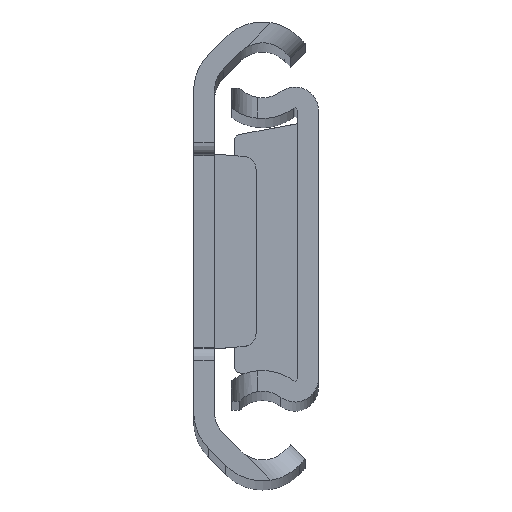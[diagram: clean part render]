
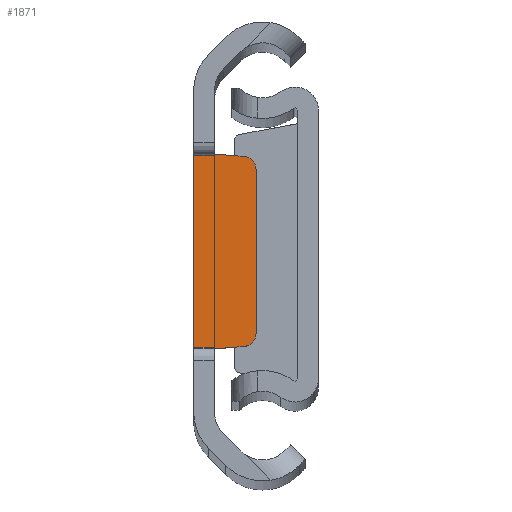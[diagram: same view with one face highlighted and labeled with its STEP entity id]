
A CAD part, top view. The second image highlights one B-rep face of the part: STEP entity #1871.
In plain terms, the highlighted planar face has unit normal (0, 0, 1).
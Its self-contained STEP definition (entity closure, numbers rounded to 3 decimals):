
#5 = CARTESIAN_POINT ( 'NONE',  ( 0., 7.5, -2.2 ) ) ;
#48 = DIRECTION ( 'NONE',  ( 0., 0., 1. ) ) ;
#221 = VERTEX_POINT ( 'NONE', #1488 ) ;
#270 = CARTESIAN_POINT ( 'NONE',  ( 3.884, -7.307, -2.2 ) ) ;
#315 = VERTEX_POINT ( 'NONE', #816 ) ;
#342 = ORIENTED_EDGE ( 'NONE', *, *, #2974, .T. ) ;
#387 = LINE ( 'NONE', #5, #4407 ) ;
#396 = LINE ( 'NONE', #2600, #3424 ) ;
#439 = DIRECTION ( 'NONE',  ( -1., 0., 0. ) ) ;
#538 = CIRCLE ( 'NONE', #3657, 1. ) ;
#566 = CARTESIAN_POINT ( 'NONE',  ( 3.884, 7.307, -2.2 ) ) ;
#601 = DIRECTION ( 'NONE',  ( 0., 0., 1. ) ) ;
#671 = CARTESIAN_POINT ( 'NONE',  ( 3.8, 6.311, -2.2 ) ) ;
#711 = PLANE ( 'NONE',  #1829 ) ;
#718 = DIRECTION ( 'NONE',  ( 0., 1., 0. ) ) ;
#739 = DIRECTION ( 'NONE',  ( 0., -1., 0. ) ) ;
#764 = LINE ( 'NONE', #3242, #2210 ) ;
#769 = LINE ( 'NONE', #3695, #2130 ) ;
#776 = LINE ( 'NONE', #2897, #3109 ) ;
#812 = ORIENTED_EDGE ( 'NONE', *, *, #3056, .T. ) ;
#816 = CARTESIAN_POINT ( 'NONE',  ( 4.8, 6.311, -2.2 ) ) ;
#844 = VERTEX_POINT ( 'NONE', #1672 ) ;
#1071 = VERTEX_POINT ( 'NONE', #270 ) ;
#1086 = EDGE_CURVE ( 'NONE', #315, #3781, #3181, .T. ) ;
#1106 = CARTESIAN_POINT ( 'NONE',  ( 0., 7.5, -2.2 ) ) ;
#1330 = CARTESIAN_POINT ( 'NONE',  ( 4.8, -7.23, -2.2 ) ) ;
#1366 = ORIENTED_EDGE ( 'NONE', *, *, #1951, .T. ) ;
#1419 = FACE_OUTER_BOUND ( 'NONE', #1531, .T. ) ;
#1460 = EDGE_CURVE ( 'NONE', #221, #2752, #387, .T. ) ;
#1488 = CARTESIAN_POINT ( 'NONE',  ( 0., -7.5, -2.2 ) ) ;
#1531 = EDGE_LOOP ( 'NONE', ( #342, #3149, #812, #2065, #1366, #2599, #1727, #3827 ) ) ;
#1672 = CARTESIAN_POINT ( 'NONE',  ( 4.8, -6.311, -2.2 ) ) ;
#1727 = ORIENTED_EDGE ( 'NONE', *, *, #1460, .F. ) ;
#1829 = AXIS2_PLACEMENT_3D ( 'NONE', #3966, #48, #2846 ) ;
#1837 = DIRECTION ( 'NONE',  ( 0., 1., 0. ) ) ;
#1871 = ADVANCED_FACE ( 'NONE', ( #1419 ), #711, .T. ) ;
#1951 = EDGE_CURVE ( 'NONE', #3781, #3848, #776, .T. ) ;
#2065 = ORIENTED_EDGE ( 'NONE', *, *, #1086, .T. ) ;
#2117 = DIRECTION ( 'NONE',  ( 0., -1., 0. ) ) ;
#2130 = VECTOR ( 'NONE', #439, 1000. ) ;
#2210 = VECTOR ( 'NONE', #718, 1000. ) ;
#2263 = AXIS2_PLACEMENT_3D ( 'NONE', #671, #601, #2117 ) ;
#2587 = CARTESIAN_POINT ( 'NONE',  ( 1.6, -7.5, -2.2 ) ) ;
#2599 = ORIENTED_EDGE ( 'NONE', *, *, #2667, .T. ) ;
#2600 = CARTESIAN_POINT ( 'NONE',  ( 8.601, 7.5, -2.2 ) ) ;
#2614 = DIRECTION ( 'NONE',  ( 0., 0., 1. ) ) ;
#2667 = EDGE_CURVE ( 'NONE', #3848, #2752, #396, .T. ) ;
#2752 = VERTEX_POINT ( 'NONE', #1106 ) ;
#2762 = EDGE_CURVE ( 'NONE', #3619, #221, #769, .T. ) ;
#2846 = DIRECTION ( 'NONE',  ( 0., -1., 0. ) ) ;
#2881 = CARTESIAN_POINT ( 'NONE',  ( 3.8, -6.311, -2.2 ) ) ;
#2897 = CARTESIAN_POINT ( 'NONE',  ( 1.6, 7.5, -2.2 ) ) ;
#2974 = EDGE_CURVE ( 'NONE', #3619, #1071, #3116, .T. ) ;
#3050 = EDGE_CURVE ( 'NONE', #1071, #844, #538, .T. ) ;
#3056 = EDGE_CURVE ( 'NONE', #844, #315, #764, .T. ) ;
#3109 = VECTOR ( 'NONE', #3281, 1000. ) ;
#3116 = LINE ( 'NONE', #1330, #3508 ) ;
#3149 = ORIENTED_EDGE ( 'NONE', *, *, #3050, .T. ) ;
#3181 = CIRCLE ( 'NONE', #2263, 1. ) ;
#3242 = CARTESIAN_POINT ( 'NONE',  ( 4.8, 7.23, -2.2 ) ) ;
#3281 = DIRECTION ( 'NONE',  ( -0.996, 0.084, 0. ) ) ;
#3366 = DIRECTION ( 'NONE',  ( -1., 0., 0. ) ) ;
#3424 = VECTOR ( 'NONE', #3366, 1000. ) ;
#3508 = VECTOR ( 'NONE', #4235, 1000. ) ;
#3619 = VERTEX_POINT ( 'NONE', #2587 ) ;
#3657 = AXIS2_PLACEMENT_3D ( 'NONE', #2881, #2614, #739 ) ;
#3695 = CARTESIAN_POINT ( 'NONE',  ( 8.601, -7.5, -2.2 ) ) ;
#3781 = VERTEX_POINT ( 'NONE', #566 ) ;
#3827 = ORIENTED_EDGE ( 'NONE', *, *, #2762, .F. ) ;
#3848 = VERTEX_POINT ( 'NONE', #4249 ) ;
#3966 = CARTESIAN_POINT ( 'NONE',  ( 8.601, 7.5, -2.2 ) ) ;
#4235 = DIRECTION ( 'NONE',  ( 0.996, 0.084, 0. ) ) ;
#4249 = CARTESIAN_POINT ( 'NONE',  ( 1.6, 7.5, -2.2 ) ) ;
#4407 = VECTOR ( 'NONE', #1837, 1000. ) ;
